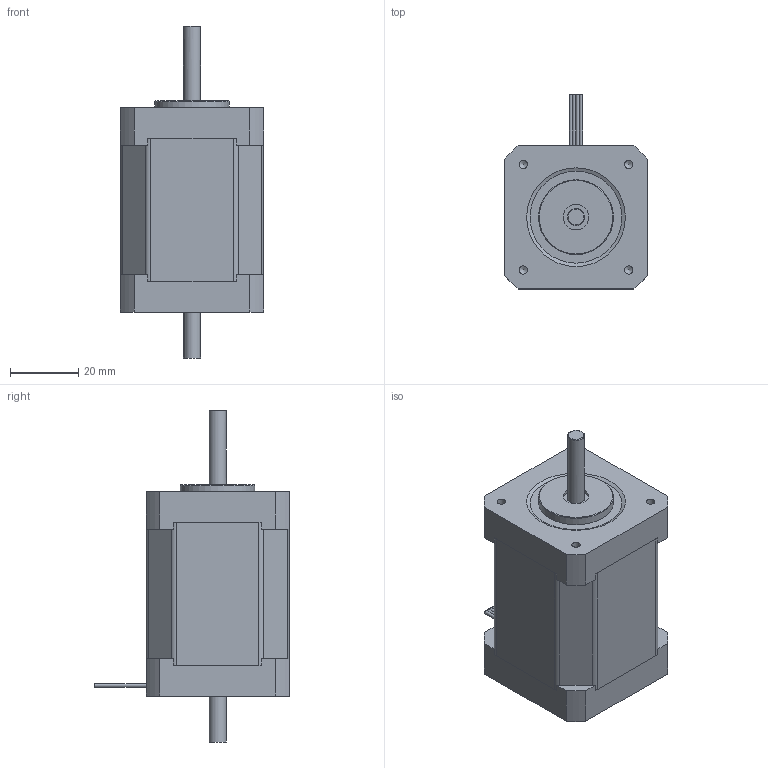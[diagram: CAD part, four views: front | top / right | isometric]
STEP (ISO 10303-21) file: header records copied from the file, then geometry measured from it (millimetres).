
FILE_DESCRIPTION((''),'2;1');
FILE_NAME('ST4118D1804-B.stp','2015-05-21T13:03:31',('schneid_a'),(''),'Autodesk Inventor 2010','Autodesk Inventor 2010','');
FILE_SCHEMA(('AUTOMOTIVE_DESIGN { 1 0 10303 214 1 1 1 1 }'));
Length unit declared in the file: millimetre
Products named in the file (1): STEPPING_MOTOR_ST4118D_B
Bounding box: 42 x 57 x 97.5 mm (x, y, z)
Volume: 101220.3 mm3; surface area: 14846.4 mm2
Topology: 2 solids, 9 shells, 294 faces, 703 edges, 437 vertices
Faces by surface type: plane 163, cone 69, cylinder 54, sphere 4, bspline 4
Full cylindrical faces by diameter (mm): 1 x7, 2.013 x2, 2.275 x4, 2.459 x4, 2.5 x4, 2.7 x4, 5 x3, 6 x4, 7.5 x1, 22 x1
Entity records: 8388 total; most frequent: CARTESIAN_POINT 1712, DIRECTION 1390, ORIENTED_EDGE 1256, EDGE_CURVE 628, AXIS2_PLACEMENT_3D 551, VERTEX_POINT 421, EDGE_LOOP 371, FACE_OUTER_BOUND 294
